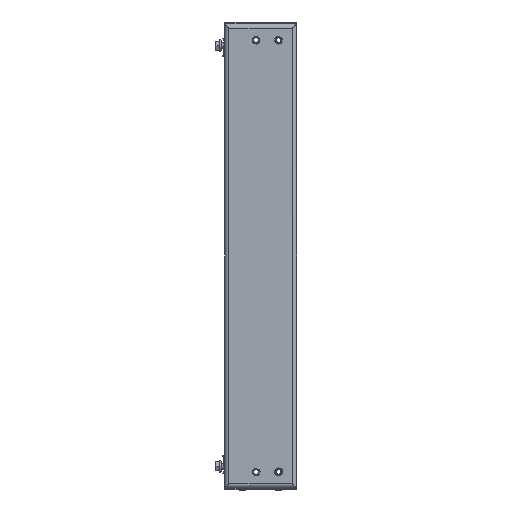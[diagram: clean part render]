
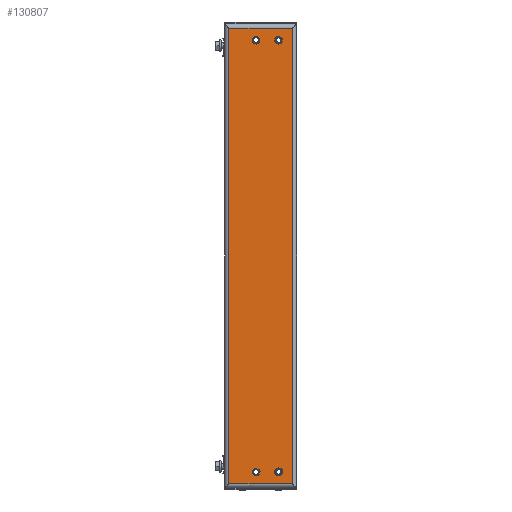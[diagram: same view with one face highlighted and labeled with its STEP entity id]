
A CAD part, left-side view. The second image highlights one B-rep face of the part: STEP entity #130807.
In plain terms, the highlighted planar face has unit normal (-1, 0, 0).
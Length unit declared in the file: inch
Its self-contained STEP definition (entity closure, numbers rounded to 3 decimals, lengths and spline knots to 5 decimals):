
#1827 = EDGE_LOOP ( 'NONE', ( #146868 ) ) ;
#3596 = DIRECTION ( 'NONE',  ( 0., -1., 0. ) ) ;
#4627 = VECTOR ( 'NONE', #8754, 39.37008 ) ;
#5812 = CARTESIAN_POINT ( 'NONE',  ( -13., 1.76378, 0.23622 ) ) ;
#7372 = EDGE_CURVE ( 'NONE', #52321, #110977, #97786, .T. ) ;
#8430 = VERTEX_POINT ( 'NONE', #55902 ) ;
#8754 = DIRECTION ( 'NONE',  ( 0., 0., -1. ) ) ;
#9422 = DIRECTION ( 'NONE',  ( 1., 0., 0. ) ) ;
#9808 = AXIS2_PLACEMENT_3D ( 'NONE', #75117, #49080, #85054 ) ;
#12769 = CARTESIAN_POINT ( 'NONE',  ( -13., 0.25, 1.068 ) ) ;
#13453 = CARTESIAN_POINT ( 'NONE',  ( -13., 1.76378, 25.55578 ) ) ;
#13531 = VERTEX_POINT ( 'NONE', #5812 ) ;
#13826 = FACE_BOUND ( 'NONE', #1827, .T. ) ;
#14183 = AXIS2_PLACEMENT_3D ( 'NONE', #108369, #14952, #97625 ) ;
#14290 = CIRCLE ( 'NONE', #33896, 0.172 ) ;
#14946 = CARTESIAN_POINT ( 'NONE',  ( -13., -1., 0.896 ) ) ;
#14952 = DIRECTION ( 'NONE',  ( 1., 0., 0. ) ) ;
#15715 = CARTESIAN_POINT ( 'NONE',  ( -13., 0.25, 24.896 ) ) ;
#16277 = CIRCLE ( 'NONE', #121496, 0.172 ) ;
#18991 = AXIS2_PLACEMENT_3D ( 'NONE', #14946, #47891, #120666 ) ;
#21067 = EDGE_CURVE ( 'NONE', #93767, #93767, #16277, .T. ) ;
#21180 = EDGE_LOOP ( 'NONE', ( #135423, #34388, #82425, #30991 ) ) ;
#22562 = CARTESIAN_POINT ( 'NONE',  ( -13., 1.76378, 24.042 ) ) ;
#26251 = EDGE_LOOP ( 'NONE', ( #91098 ) ) ;
#27387 = CARTESIAN_POINT ( 'NONE',  ( -13., 0., 0.23622 ) ) ;
#29989 = ORIENTED_EDGE ( 'NONE', *, *, #67738, .T. ) ;
#30991 = ORIENTED_EDGE ( 'NONE', *, *, #32261, .T. ) ;
#32261 = EDGE_CURVE ( 'NONE', #110977, #86130, #37279, .T. ) ;
#33896 = AXIS2_PLACEMENT_3D ( 'NONE', #94940, #9422, #119476 ) ;
#34388 = ORIENTED_EDGE ( 'NONE', *, *, #46808, .T. ) ;
#35645 = EDGE_CURVE ( 'NONE', #86130, #13531, #80739, .T. ) ;
#37279 = LINE ( 'NONE', #71769, #43924 ) ;
#38606 = CIRCLE ( 'NONE', #14183, 0.172 ) ;
#39612 = DIRECTION ( 'NONE',  ( 0., 0., 1. ) ) ;
#43924 = VECTOR ( 'NONE', #145858, 39.37008 ) ;
#46808 = EDGE_CURVE ( 'NONE', #13531, #52321, #61827, .T. ) ;
#47891 = DIRECTION ( 'NONE',  ( 1., 0., 0. ) ) ;
#49080 = DIRECTION ( 'NONE',  ( -1., 0., 0. ) ) ;
#52321 = VERTEX_POINT ( 'NONE', #91154 ) ;
#53477 = CARTESIAN_POINT ( 'NONE',  ( -13., -1., 25.068 ) ) ;
#55602 = CARTESIAN_POINT ( 'NONE',  ( -13., -1.76378, 25.55578 ) ) ;
#55902 = CARTESIAN_POINT ( 'NONE',  ( -13., -1., 1.068 ) ) ;
#55921 = EDGE_LOOP ( 'NONE', ( #29989 ) ) ;
#60544 = FACE_BOUND ( 'NONE', #26251, .T. ) ;
#61827 = LINE ( 'NONE', #27387, #71853 ) ;
#62070 = FACE_OUTER_BOUND ( 'NONE', #21180, .T. ) ;
#62398 = DIRECTION ( 'NONE',  ( 1., 0., 0. ) ) ;
#64931 = VERTEX_POINT ( 'NONE', #53477 ) ;
#67738 = EDGE_CURVE ( 'NONE', #8430, #8430, #131515, .T. ) ;
#70251 = VERTEX_POINT ( 'NONE', #12769 ) ;
#71660 = DIRECTION ( 'NONE',  ( 0., 0., 1. ) ) ;
#71769 = CARTESIAN_POINT ( 'NONE',  ( -13., 0., 25.55578 ) ) ;
#71853 = VECTOR ( 'NONE', #3596, 39.37008 ) ;
#73591 = FACE_BOUND ( 'NONE', #97280, .T. ) ;
#75117 = CARTESIAN_POINT ( 'NONE',  ( -13., 0., 24.042 ) ) ;
#80739 = LINE ( 'NONE', #22562, #4627 ) ;
#81837 = VECTOR ( 'NONE', #39612, 39.37008 ) ;
#82425 = ORIENTED_EDGE ( 'NONE', *, *, #7372, .T. ) ;
#85054 = DIRECTION ( 'NONE',  ( 0., 0., 1. ) ) ;
#86130 = VERTEX_POINT ( 'NONE', #13453 ) ;
#91098 = ORIENTED_EDGE ( 'NONE', *, *, #123394, .T. ) ;
#91154 = CARTESIAN_POINT ( 'NONE',  ( -13., -1.76378, 0.23622 ) ) ;
#93767 = VERTEX_POINT ( 'NONE', #102983 ) ;
#94940 = CARTESIAN_POINT ( 'NONE',  ( -13., 0.25, 0.896 ) ) ;
#97280 = EDGE_LOOP ( 'NONE', ( #150251 ) ) ;
#97625 = DIRECTION ( 'NONE',  ( 0., 0., 1. ) ) ;
#97786 = LINE ( 'NONE', #107775, #81837 ) ;
#102604 = EDGE_CURVE ( 'NONE', #64931, #64931, #38606, .T. ) ;
#102983 = CARTESIAN_POINT ( 'NONE',  ( -13., 0.25, 25.068 ) ) ;
#107265 = PLANE ( 'NONE',  #9808 ) ;
#107775 = CARTESIAN_POINT ( 'NONE',  ( -13., -1.76378, 24.042 ) ) ;
#108369 = CARTESIAN_POINT ( 'NONE',  ( -13., -1., 24.896 ) ) ;
#110977 = VERTEX_POINT ( 'NONE', #55602 ) ;
#119476 = DIRECTION ( 'NONE',  ( 0., 0., 1. ) ) ;
#120666 = DIRECTION ( 'NONE',  ( 0., 0., 1. ) ) ;
#121496 = AXIS2_PLACEMENT_3D ( 'NONE', #15715, #62398, #71660 ) ;
#123394 = EDGE_CURVE ( 'NONE', #70251, #70251, #14290, .T. ) ;
#130807 = ADVANCED_FACE ( 'NONE', ( #73591, #13826, #133346, #60544, #62070 ), #107265, .T. ) ;
#131515 = CIRCLE ( 'NONE', #18991, 0.172 ) ;
#133346 = FACE_BOUND ( 'NONE', #55921, .T. ) ;
#135423 = ORIENTED_EDGE ( 'NONE', *, *, #35645, .T. ) ;
#145858 = DIRECTION ( 'NONE',  ( 0., 1., 0. ) ) ;
#146868 = ORIENTED_EDGE ( 'NONE', *, *, #21067, .T. ) ;
#150251 = ORIENTED_EDGE ( 'NONE', *, *, #102604, .T. ) ;
